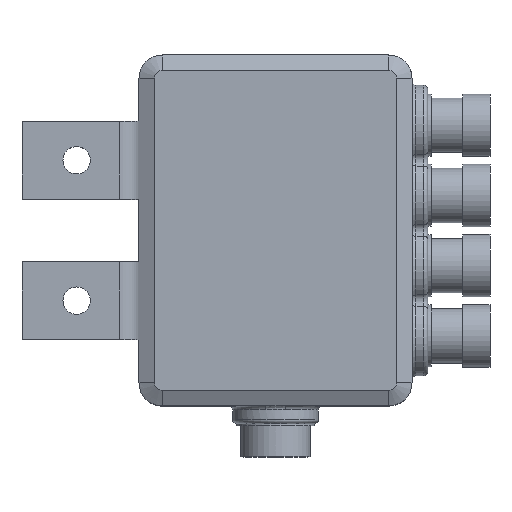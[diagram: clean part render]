
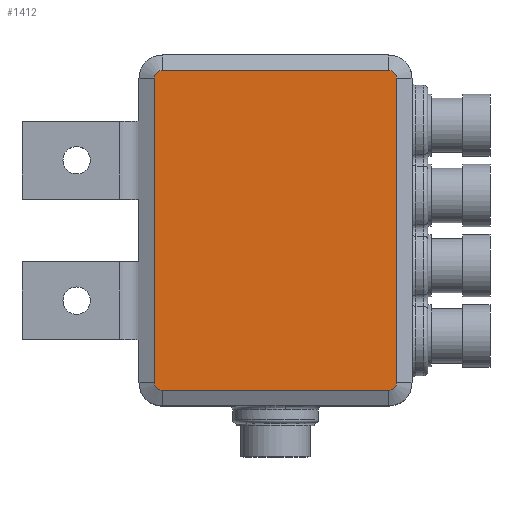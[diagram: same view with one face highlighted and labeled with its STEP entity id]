
A CAD part, top view. The second image highlights one B-rep face of the part: STEP entity #1412.
In plain terms, the highlighted planar face has unit normal (0, 0, 1).
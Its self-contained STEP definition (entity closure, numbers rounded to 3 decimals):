
#1024=FACE_OUTER_BOUND('',#2483,.T.);
#1412=ADVANCED_FACE('',(#1024),#1802,.T.);
#1802=PLANE('',#7184);
#2053=CIRCLE('',#7180,1.01);
#2054=CIRCLE('',#7181,1.01);
#2055=CIRCLE('',#7182,1.01);
#2056=CIRCLE('',#7183,1.01);
#2483=EDGE_LOOP('',(#3024,#3025,#3026,#3027,#3028,#3029,#3030,#3031));
#3024=ORIENTED_EDGE('',*,*,#5271,.T.);
#3025=ORIENTED_EDGE('',*,*,#5272,.T.);
#3026=ORIENTED_EDGE('',*,*,#5273,.T.);
#3027=ORIENTED_EDGE('',*,*,#5274,.T.);
#3028=ORIENTED_EDGE('',*,*,#5275,.T.);
#3029=ORIENTED_EDGE('',*,*,#5276,.T.);
#3030=ORIENTED_EDGE('',*,*,#5277,.T.);
#3031=ORIENTED_EDGE('',*,*,#5278,.T.);
#4698=VERTEX_POINT('',#9500);
#4699=VERTEX_POINT('',#9501);
#4700=VERTEX_POINT('',#9503);
#4701=VERTEX_POINT('',#9505);
#4702=VERTEX_POINT('',#9507);
#4703=VERTEX_POINT('',#9509);
#4704=VERTEX_POINT('',#9511);
#4705=VERTEX_POINT('',#9513);
#5271=EDGE_CURVE('',#4698,#4699,#6089,.T.);
#5272=EDGE_CURVE('',#4699,#4700,#2053,.T.);
#5273=EDGE_CURVE('',#4700,#4701,#6090,.T.);
#5274=EDGE_CURVE('',#4701,#4702,#2054,.T.);
#5275=EDGE_CURVE('',#4702,#4703,#6091,.T.);
#5276=EDGE_CURVE('',#4703,#4704,#2055,.T.);
#5277=EDGE_CURVE('',#4704,#4705,#6092,.T.);
#5278=EDGE_CURVE('',#4705,#4698,#2056,.T.);
#6089=LINE('',#9499,#6625);
#6090=LINE('',#9504,#6626);
#6091=LINE('',#9508,#6627);
#6092=LINE('',#9512,#6628);
#6625=VECTOR('',#7779,1.);
#6626=VECTOR('',#7782,1.);
#6627=VECTOR('',#7785,1.);
#6628=VECTOR('',#7788,1.);
#7180=AXIS2_PLACEMENT_3D('',#9502,#7780,#7781);
#7181=AXIS2_PLACEMENT_3D('',#9506,#7783,#7784);
#7182=AXIS2_PLACEMENT_3D('',#9510,#7786,#7787);
#7183=AXIS2_PLACEMENT_3D('',#9514,#7789,#7790);
#7184=AXIS2_PLACEMENT_3D('',#9515,#7791,#7792);
#7779=DIRECTION('',(0.,-1.,0.));
#7780=DIRECTION('',(0.,0.,1.));
#7781=DIRECTION('',(1.,0.,0.));
#7782=DIRECTION('',(1.,0.,0.));
#7783=DIRECTION('',(0.,0.,1.));
#7784=DIRECTION('',(1.,0.,0.));
#7785=DIRECTION('',(0.,1.,0.));
#7786=DIRECTION('',(0.,0.,1.));
#7787=DIRECTION('',(1.,0.,0.));
#7788=DIRECTION('',(-1.,0.,0.));
#7789=DIRECTION('',(0.,0.,1.));
#7790=DIRECTION('',(1.,0.,0.));
#7791=DIRECTION('',(0.,0.,1.));
#7792=DIRECTION('',(0.,-1.,0.));
#9499=CARTESIAN_POINT('',(-165.789,-124.,13.484));
#9500=CARTESIAN_POINT('',(-165.789,-104.5,13.484));
#9501=CARTESIAN_POINT('',(-165.789,-143.5,13.484));
#9502=CARTESIAN_POINT('',(-164.779,-143.5,13.484));
#9503=CARTESIAN_POINT('',(-164.779,-144.51,13.484));
#9504=CARTESIAN_POINT('',(-150.279,-144.51,13.484));
#9505=CARTESIAN_POINT('',(-135.779,-144.51,13.484));
#9506=CARTESIAN_POINT('',(-135.779,-143.5,13.484));
#9507=CARTESIAN_POINT('',(-134.769,-143.5,13.484));
#9508=CARTESIAN_POINT('',(-134.769,-124.,13.484));
#9509=CARTESIAN_POINT('',(-134.769,-104.5,13.484));
#9510=CARTESIAN_POINT('',(-135.779,-104.5,13.484));
#9511=CARTESIAN_POINT('',(-135.779,-103.49,13.484));
#9512=CARTESIAN_POINT('',(-150.279,-103.49,13.484));
#9513=CARTESIAN_POINT('',(-164.779,-103.49,13.484));
#9514=CARTESIAN_POINT('',(-164.779,-104.5,13.484));
#9515=CARTESIAN_POINT('',(-150.279,-124.,13.484));
